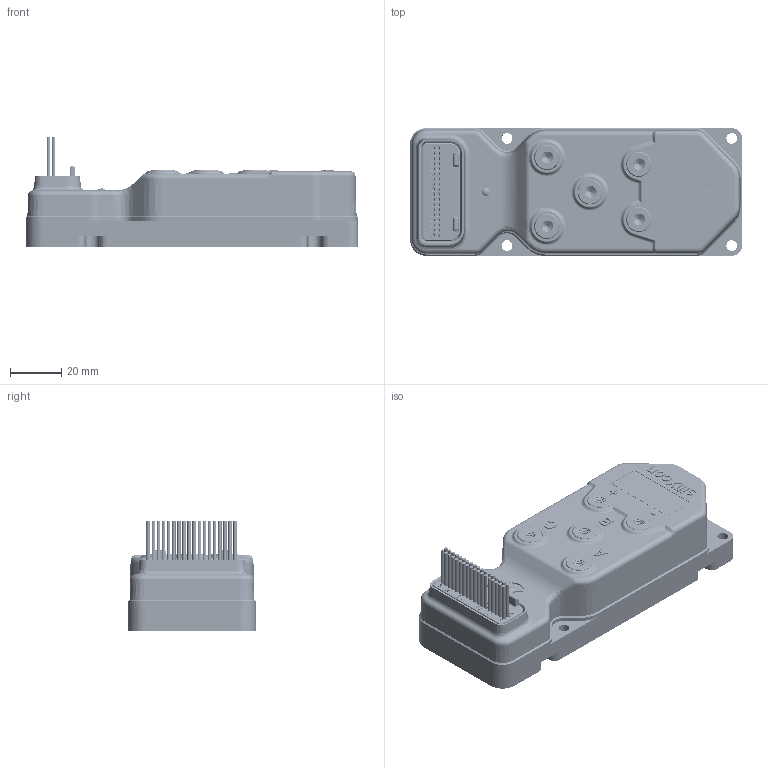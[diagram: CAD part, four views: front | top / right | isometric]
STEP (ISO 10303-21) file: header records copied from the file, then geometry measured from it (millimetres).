
FILE_DESCRIPTION(/* description */ (''),/* implementation_level */ '2;1');
FILE_NAME(/* name */ 'TX-controller public.step',/* time_stamp */ '2024-05-28T08:55:05+02:00',/* author */ (''),/* organization */ (''),/* preprocessor_version */ 'ST-DEVELOPER v20',/* originating_system */ 'Autodesk Translation Framework v13.14.0.145',/* authorisation */ '');
FILE_SCHEMA (('AUTOMOTIVE_DESIGN { 1 0 10303 214 3 1 1 }'));
Products named in the file (5): TX-controller public; TX-controller; Molex_connector-5016463600; Signal_wires; AX_signal_sealing
Assembly tree (4 placements, depth 3):
  TX-controller public
    TX-controller
    Molex_connector-5016463600
      Signal_wires
    AX_signal_sealing
Bounding box: 130 x 50 x 42.76 mm (x, y, z)
Volume: 156597.4 mm3; surface area: 45368.4 mm2
Topology: 39 solids, 110 shells, 4747 faces, 12312 edges, 8028 vertices
Faces by surface type: plane 2206, bspline 1187, cylinder 782, torus 432, cone 111, sphere 29
Full cylindrical faces by diameter (mm): 0.6 x22, 1 x1, 1.1 x72, 1.4 x144, 2.8 x1, 2.9 x1, 3.2 x1, 3.3 x2, 4.234 x64, 5.12 x28, 9.2 x3, 9.8 x7, 10 x3
Entity records: 175362 total; most frequent: CARTESIAN_POINT 66125, ORIENTED_EDGE 24570, DIRECTION 19088, EDGE_CURVE 12285, VERTEX_POINT 8028, LINE 6748, VECTOR 6748, AXIS2_PLACEMENT_3D 6170
